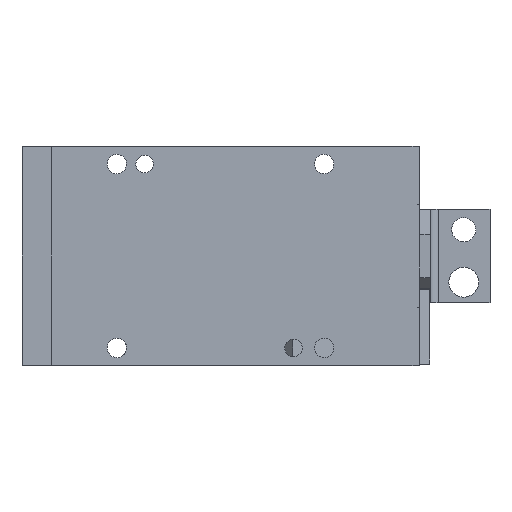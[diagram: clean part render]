
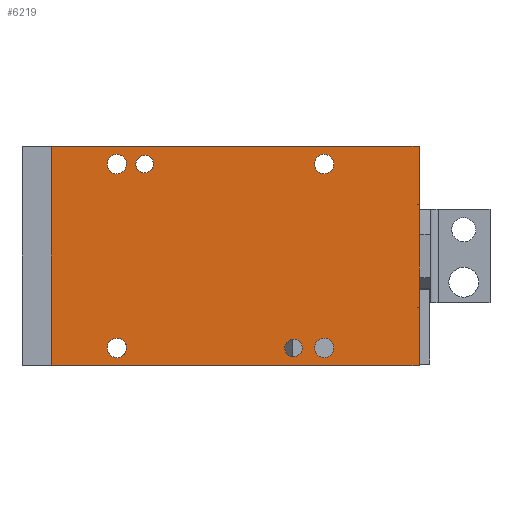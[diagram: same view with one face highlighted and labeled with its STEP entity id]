
A CAD part, front view. The second image highlights one B-rep face of the part: STEP entity #6219.
In plain terms, the highlighted planar face has unit normal (0, -1, 0).
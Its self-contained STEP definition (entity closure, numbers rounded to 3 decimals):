
#5010=CARTESIAN_POINT('Vertex',(-168.653,0.,0.5)) ;
#5013=CARTESIAN_POINT('Line Origine',(-114.653,0.,0.5)) ;
#5017=CARTESIAN_POINT('Vertex',(-60.653,0.,0.5)) ;
#5078=CARTESIAN_POINT('Vertex',(-60.653,0.,0.508)) ;
#5081=CARTESIAN_POINT('Line Origine',(-51.653,0.,0.508)) ;
#5085=CARTESIAN_POINT('Vertex',(-42.653,0.,0.508)) ;
#5108=CARTESIAN_POINT('Line Origine',(-42.653,0.,-9.492)) ;
#5112=CARTESIAN_POINT('Vertex',(-42.653,0.,-19.492)) ;
#5242=CARTESIAN_POINT('Vertex',(-42.653,0.,-54.492)) ;
#5281=CARTESIAN_POINT('Line Origine',(-42.653,0.,-64.492)) ;
#5285=CARTESIAN_POINT('Vertex',(-42.653,0.,-74.492)) ;
#5334=CARTESIAN_POINT('Line Origine',(-51.653,0.,-74.492)) ;
#5338=CARTESIAN_POINT('Vertex',(-60.653,0.,-74.492)) ;
#5401=CARTESIAN_POINT('Vertex',(-60.653,0.,-74.5)) ;
#5404=CARTESIAN_POINT('Line Origine',(-114.653,0.,-74.5)) ;
#5408=CARTESIAN_POINT('Vertex',(-168.653,0.,-74.5)) ;
#6067=CARTESIAN_POINT('Line Origine',(-60.653,0.,0.504)) ;
#6079=CARTESIAN_POINT('Axis2P3D Location',(-52.653,0.,0.5)) ;
#6084=CARTESIAN_POINT('Line Origine',(-60.653,0.,-74.496)) ;
#6089=CARTESIAN_POINT('Line Origine',(-42.653,0.,-36.992)) ;
#6094=CARTESIAN_POINT('Line Origine',(-168.653,0.,-37.)) ;
#6111=CARTESIAN_POINT('Axis2P3D Location',(-146.153,0.,-5.5)) ;
#6115=CARTESIAN_POINT('Vertex',(-143.257,0.,-3.918)) ;
#6117=CARTESIAN_POINT('Vertex',(-149.049,0.,-7.082)) ;
#6120=CARTESIAN_POINT('Axis2P3D Location',(-146.153,0.,-5.5)) ;
#6129=CARTESIAN_POINT('Axis2P3D Location',(-146.153,0.,-68.5)) ;
#6133=CARTESIAN_POINT('Vertex',(-143.257,0.,-66.918)) ;
#6135=CARTESIAN_POINT('Vertex',(-149.049,0.,-70.082)) ;
#6138=CARTESIAN_POINT('Axis2P3D Location',(-146.153,0.,-68.5)) ;
#6147=CARTESIAN_POINT('Axis2P3D Location',(-85.653,0.,-68.5)) ;
#6151=CARTESIAN_POINT('Vertex',(-88.286,0.,-69.938)) ;
#6153=CARTESIAN_POINT('Vertex',(-83.02,0.,-67.062)) ;
#6156=CARTESIAN_POINT('Axis2P3D Location',(-85.653,0.,-68.5)) ;
#6165=CARTESIAN_POINT('Axis2P3D Location',(-75.153,0.,-68.5)) ;
#6169=CARTESIAN_POINT('Vertex',(-78.049,0.,-70.082)) ;
#6171=CARTESIAN_POINT('Vertex',(-72.257,0.,-66.918)) ;
#6174=CARTESIAN_POINT('Axis2P3D Location',(-75.153,0.,-68.5)) ;
#6183=CARTESIAN_POINT('Axis2P3D Location',(-136.653,0.,-5.5)) ;
#6187=CARTESIAN_POINT('Vertex',(-139.286,0.,-6.938)) ;
#6189=CARTESIAN_POINT('Vertex',(-134.02,0.,-4.062)) ;
#6192=CARTESIAN_POINT('Axis2P3D Location',(-136.653,0.,-5.5)) ;
#6201=CARTESIAN_POINT('Axis2P3D Location',(-75.153,0.,-5.5)) ;
#6205=CARTESIAN_POINT('Vertex',(-78.049,0.,-7.082)) ;
#6207=CARTESIAN_POINT('Vertex',(-72.257,0.,-3.918)) ;
#6210=CARTESIAN_POINT('Axis2P3D Location',(-75.153,0.,-5.5)) ;
#5014=DIRECTION('Vector Direction',(-1.,0.,0.)) ;
#5082=DIRECTION('Vector Direction',(-1.,0.,0.)) ;
#5109=DIRECTION('Vector Direction',(0.,0.,-1.)) ;
#5282=DIRECTION('Vector Direction',(0.,0.,-1.)) ;
#5335=DIRECTION('Vector Direction',(-1.,0.,0.)) ;
#5405=DIRECTION('Vector Direction',(-1.,0.,0.)) ;
#6068=DIRECTION('Vector Direction',(0.,0.,-1.)) ;
#6080=DIRECTION('Axis2P3D Direction',(0.,1.,0.)) ;
#6081=DIRECTION('Axis2P3D XDirection',(0.,0.,-1.)) ;
#6085=DIRECTION('Vector Direction',(0.,0.,-1.)) ;
#6090=DIRECTION('Vector Direction',(0.,0.,-1.)) ;
#6095=DIRECTION('Vector Direction',(0.,0.,-1.)) ;
#6112=DIRECTION('Axis2P3D Direction',(0.,1.,0.)) ;
#6121=DIRECTION('Axis2P3D Direction',(0.,1.,0.)) ;
#6130=DIRECTION('Axis2P3D Direction',(0.,1.,0.)) ;
#6139=DIRECTION('Axis2P3D Direction',(0.,1.,0.)) ;
#6148=DIRECTION('Axis2P3D Direction',(0.,1.,0.)) ;
#6157=DIRECTION('Axis2P3D Direction',(0.,1.,0.)) ;
#6166=DIRECTION('Axis2P3D Direction',(0.,1.,0.)) ;
#6175=DIRECTION('Axis2P3D Direction',(0.,1.,0.)) ;
#6184=DIRECTION('Axis2P3D Direction',(0.,1.,0.)) ;
#6193=DIRECTION('Axis2P3D Direction',(0.,1.,0.)) ;
#6202=DIRECTION('Axis2P3D Direction',(0.,1.,0.)) ;
#6211=DIRECTION('Axis2P3D Direction',(0.,1.,0.)) ;
#6082=AXIS2_PLACEMENT_3D('Plane Axis2P3D',#6079,#6080,#6081) ;
#6113=AXIS2_PLACEMENT_3D('Circle Axis2P3D',#6111,#6112,$) ;
#6122=AXIS2_PLACEMENT_3D('Circle Axis2P3D',#6120,#6121,$) ;
#6131=AXIS2_PLACEMENT_3D('Circle Axis2P3D',#6129,#6130,$) ;
#6140=AXIS2_PLACEMENT_3D('Circle Axis2P3D',#6138,#6139,$) ;
#6149=AXIS2_PLACEMENT_3D('Circle Axis2P3D',#6147,#6148,$) ;
#6158=AXIS2_PLACEMENT_3D('Circle Axis2P3D',#6156,#6157,$) ;
#6167=AXIS2_PLACEMENT_3D('Circle Axis2P3D',#6165,#6166,$) ;
#6176=AXIS2_PLACEMENT_3D('Circle Axis2P3D',#6174,#6175,$) ;
#6185=AXIS2_PLACEMENT_3D('Circle Axis2P3D',#6183,#6184,$) ;
#6194=AXIS2_PLACEMENT_3D('Circle Axis2P3D',#6192,#6193,$) ;
#6203=AXIS2_PLACEMENT_3D('Circle Axis2P3D',#6201,#6202,$) ;
#6212=AXIS2_PLACEMENT_3D('Circle Axis2P3D',#6210,#6211,$) ;
#6100=ORIENTED_EDGE('',*,*,#6088,.F.) ;
#6101=ORIENTED_EDGE('',*,*,#5340,.F.) ;
#6102=ORIENTED_EDGE('',*,*,#5287,.T.) ;
#6103=ORIENTED_EDGE('',*,*,#6093,.F.) ;
#6104=ORIENTED_EDGE('',*,*,#5114,.T.) ;
#6105=ORIENTED_EDGE('',*,*,#5087,.T.) ;
#6106=ORIENTED_EDGE('',*,*,#6071,.F.) ;
#6107=ORIENTED_EDGE('',*,*,#5019,.T.) ;
#6108=ORIENTED_EDGE('',*,*,#6098,.T.) ;
#6109=ORIENTED_EDGE('',*,*,#5410,.F.) ;
#6126=ORIENTED_EDGE('',*,*,#6119,.T.) ;
#6127=ORIENTED_EDGE('',*,*,#6124,.T.) ;
#6144=ORIENTED_EDGE('',*,*,#6137,.T.) ;
#6145=ORIENTED_EDGE('',*,*,#6142,.T.) ;
#6162=ORIENTED_EDGE('',*,*,#6155,.T.) ;
#6163=ORIENTED_EDGE('',*,*,#6160,.T.) ;
#6180=ORIENTED_EDGE('',*,*,#6173,.T.) ;
#6181=ORIENTED_EDGE('',*,*,#6178,.T.) ;
#6198=ORIENTED_EDGE('',*,*,#6191,.T.) ;
#6199=ORIENTED_EDGE('',*,*,#6196,.T.) ;
#6216=ORIENTED_EDGE('',*,*,#6209,.T.) ;
#6217=ORIENTED_EDGE('',*,*,#6214,.T.) ;
#6128=FACE_BOUND('',#6125,.T.) ;
#6146=FACE_BOUND('',#6143,.T.) ;
#6164=FACE_BOUND('',#6161,.T.) ;
#6182=FACE_BOUND('',#6179,.T.) ;
#6200=FACE_BOUND('',#6197,.T.) ;
#6218=FACE_BOUND('',#6215,.T.) ;
#5015=VECTOR('Line Direction',#5014,1.) ;
#5083=VECTOR('Line Direction',#5082,1.) ;
#5110=VECTOR('Line Direction',#5109,1.) ;
#5283=VECTOR('Line Direction',#5282,1.) ;
#5336=VECTOR('Line Direction',#5335,1.) ;
#5406=VECTOR('Line Direction',#5405,1.) ;
#6069=VECTOR('Line Direction',#6068,1.) ;
#6086=VECTOR('Line Direction',#6085,1.) ;
#6091=VECTOR('Line Direction',#6090,1.) ;
#6096=VECTOR('Line Direction',#6095,1.) ;
#6219=ADVANCED_FACE('Brep With Voids',(#6110,#6128,#6146,#6164,#6182,#6200,#6218),#6083,.F.) ;
#6114=CIRCLE('generated circle',#6113,3.3) ;
#6123=CIRCLE('generated circle',#6122,3.3) ;
#6132=CIRCLE('generated circle',#6131,3.3) ;
#6141=CIRCLE('generated circle',#6140,3.3) ;
#6150=CIRCLE('generated circle',#6149,3.) ;
#6159=CIRCLE('generated circle',#6158,3.) ;
#6168=CIRCLE('generated circle',#6167,3.3) ;
#6177=CIRCLE('generated circle',#6176,3.3) ;
#6186=CIRCLE('generated circle',#6185,3.) ;
#6195=CIRCLE('generated circle',#6194,3.) ;
#6204=CIRCLE('generated circle',#6203,3.3) ;
#6213=CIRCLE('generated circle',#6212,3.3) ;
#5019=EDGE_CURVE('',#5018,#5011,#5016,.T.) ;
#5087=EDGE_CURVE('',#5086,#5079,#5084,.T.) ;
#5114=EDGE_CURVE('',#5113,#5086,#5111,.F.) ;
#5287=EDGE_CURVE('',#5286,#5243,#5284,.F.) ;
#5340=EDGE_CURVE('',#5286,#5339,#5337,.T.) ;
#5410=EDGE_CURVE('',#5402,#5409,#5407,.T.) ;
#6071=EDGE_CURVE('',#5018,#5079,#6070,.F.) ;
#6088=EDGE_CURVE('',#5339,#5402,#6087,.T.) ;
#6093=EDGE_CURVE('',#5113,#5243,#6092,.T.) ;
#6098=EDGE_CURVE('',#5011,#5409,#6097,.T.) ;
#6119=EDGE_CURVE('',#6116,#6118,#6114,.T.) ;
#6124=EDGE_CURVE('',#6118,#6116,#6123,.T.) ;
#6137=EDGE_CURVE('',#6134,#6136,#6132,.T.) ;
#6142=EDGE_CURVE('',#6136,#6134,#6141,.T.) ;
#6155=EDGE_CURVE('',#6152,#6154,#6150,.T.) ;
#6160=EDGE_CURVE('',#6154,#6152,#6159,.T.) ;
#6173=EDGE_CURVE('',#6170,#6172,#6168,.T.) ;
#6178=EDGE_CURVE('',#6172,#6170,#6177,.T.) ;
#6191=EDGE_CURVE('',#6188,#6190,#6186,.T.) ;
#6196=EDGE_CURVE('',#6190,#6188,#6195,.T.) ;
#6209=EDGE_CURVE('',#6206,#6208,#6204,.T.) ;
#6214=EDGE_CURVE('',#6208,#6206,#6213,.T.) ;
#6099=EDGE_LOOP('',(#6100,#6101,#6102,#6103,#6104,#6105,#6106,#6107,#6108,#6109)) ;
#6125=EDGE_LOOP('',(#6126,#6127)) ;
#6143=EDGE_LOOP('',(#6144,#6145)) ;
#6161=EDGE_LOOP('',(#6162,#6163)) ;
#6179=EDGE_LOOP('',(#6180,#6181)) ;
#6197=EDGE_LOOP('',(#6198,#6199)) ;
#6215=EDGE_LOOP('',(#6216,#6217)) ;
#6110=FACE_OUTER_BOUND('',#6099,.T.) ;
#5016=LINE('Line',#5013,#5015) ;
#5084=LINE('Line',#5081,#5083) ;
#5111=LINE('Line',#5108,#5110) ;
#5284=LINE('Line',#5281,#5283) ;
#5337=LINE('Line',#5334,#5336) ;
#5407=LINE('Line',#5404,#5406) ;
#6070=LINE('Line',#6067,#6069) ;
#6087=LINE('Line',#6084,#6086) ;
#6092=LINE('Line',#6089,#6091) ;
#6097=LINE('Line',#6094,#6096) ;
#6083=PLANE('Plane',#6082) ;
#5011=VERTEX_POINT('',#5010) ;
#5018=VERTEX_POINT('',#5017) ;
#5079=VERTEX_POINT('',#5078) ;
#5086=VERTEX_POINT('',#5085) ;
#5113=VERTEX_POINT('',#5112) ;
#5243=VERTEX_POINT('',#5242) ;
#5286=VERTEX_POINT('',#5285) ;
#5339=VERTEX_POINT('',#5338) ;
#5402=VERTEX_POINT('',#5401) ;
#5409=VERTEX_POINT('',#5408) ;
#6116=VERTEX_POINT('',#6115) ;
#6118=VERTEX_POINT('',#6117) ;
#6134=VERTEX_POINT('',#6133) ;
#6136=VERTEX_POINT('',#6135) ;
#6152=VERTEX_POINT('',#6151) ;
#6154=VERTEX_POINT('',#6153) ;
#6170=VERTEX_POINT('',#6169) ;
#6172=VERTEX_POINT('',#6171) ;
#6188=VERTEX_POINT('',#6187) ;
#6190=VERTEX_POINT('',#6189) ;
#6206=VERTEX_POINT('',#6205) ;
#6208=VERTEX_POINT('',#6207) ;
